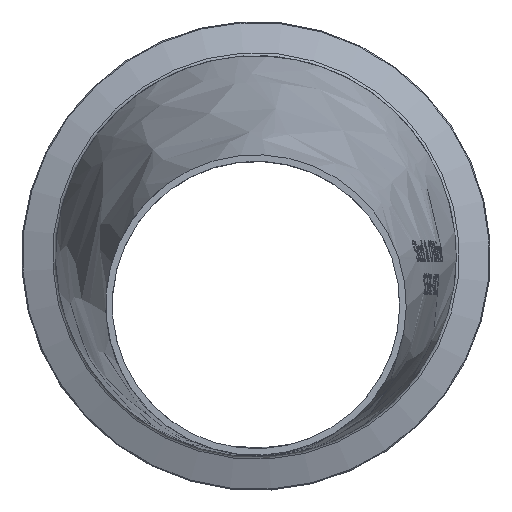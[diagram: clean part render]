
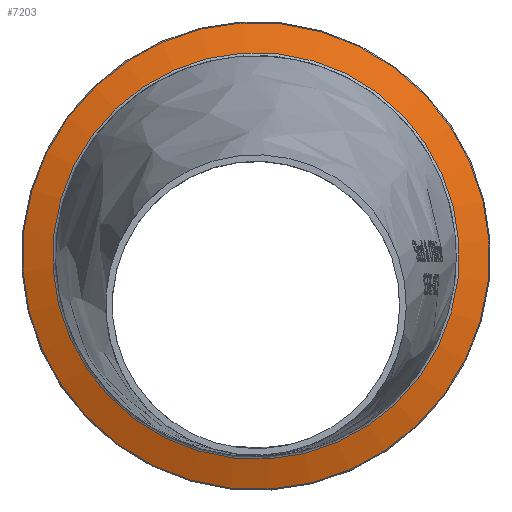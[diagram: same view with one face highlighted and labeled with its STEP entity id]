
A CAD part, top view. The second image highlights one B-rep face of the part: STEP entity #7203.
In plain terms, the highlighted conical face has half-angle 70 degrees and reference radius 55.131 mm.
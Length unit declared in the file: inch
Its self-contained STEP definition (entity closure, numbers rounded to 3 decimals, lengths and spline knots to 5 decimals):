
#13=CONICAL_SURFACE('',#7485,2.1705,70.);
#434=FACE_BOUND('',#2106,.T.);
#1277=CIRCLE('',#7484,2.33113);
#1278=CIRCLE('',#7486,2.02961);
#1674=FACE_OUTER_BOUND('',#2105,.T.);
#2105=EDGE_LOOP('',(#6693));
#2106=EDGE_LOOP('',(#6694));
#3451=VERTEX_POINT('',#16570);
#3452=VERTEX_POINT('',#16573);
#4540=EDGE_CURVE('',#3451,#3451,#1277,.T.);
#4541=EDGE_CURVE('',#3452,#3452,#1278,.T.);
#6693=ORIENTED_EDGE('',*,*,#4541,.F.);
#6694=ORIENTED_EDGE('',*,*,#4540,.F.);
#7203=ADVANCED_FACE('',(#1674,#434),#13,.T.);
#7484=AXIS2_PLACEMENT_3D('',#16571,#8389,#8390);
#7485=AXIS2_PLACEMENT_3D('',#16572,#8391,#8392);
#7486=AXIS2_PLACEMENT_3D('',#16574,#8393,#8394);
#8389=DIRECTION('center_axis',(0.,0.,
-1.));
#8390=DIRECTION('ref_axis',(0.064,-0.998,0.));
#8391=DIRECTION('center_axis',(0.,0.,
-1.));
#8392=DIRECTION('ref_axis',(-0.064,0.998,0.));
#8393=DIRECTION('center_axis',(0.,0.,
1.));
#8394=DIRECTION('ref_axis',(0.064,-0.998,0.));
#16570=CARTESIAN_POINT('',(-0.77531,1.42605,-4.50941));
#16571=CARTESIAN_POINT('Origin',(-0.625,-0.90023,
-4.50941));
#16572=CARTESIAN_POINT('Origin',(-0.625,-0.90023,-4.45094));
#16573=CARTESIAN_POINT('',(-0.75587,1.12516,-4.39966));
#16574=CARTESIAN_POINT('Origin',(-0.625,-0.90023,
-4.39966));
